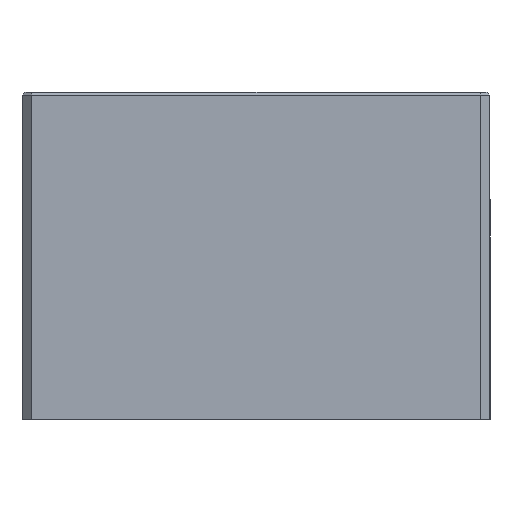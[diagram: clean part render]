
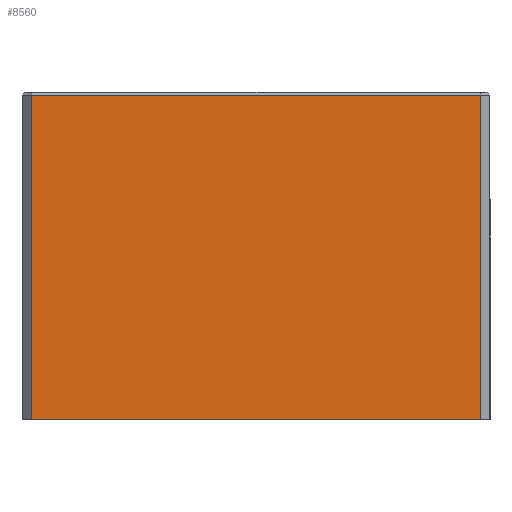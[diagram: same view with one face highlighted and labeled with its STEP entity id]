
A CAD part, front view. The second image highlights one B-rep face of the part: STEP entity #8560.
In plain terms, the highlighted planar face has unit normal (0, -1, 0).
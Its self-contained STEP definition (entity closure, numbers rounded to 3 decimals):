
#342 = CARTESIAN_POINT ( 'NONE',  ( -19.2, -11.5, -27. ) ) ;
#781 = CARTESIAN_POINT ( 'NONE',  ( -9.6, -11.5, -27. ) ) ;
#818 = VERTEX_POINT ( 'NONE', #8686 ) ;
#1382 = VECTOR ( 'NONE', #2233, 1000. ) ;
#1474 = EDGE_CURVE ( 'NONE', #8409, #818, #8891, .T. ) ;
#1565 = DIRECTION ( 'NONE',  ( 0., 0., 1. ) ) ;
#1604 = CARTESIAN_POINT ( 'NONE',  ( -19.2, -11.5, 0. ) ) ;
#2203 = VECTOR ( 'NONE', #2942, 1000. ) ;
#2233 = DIRECTION ( 'NONE',  ( 1., 0., 0. ) ) ;
#2379 = CARTESIAN_POINT ( 'NONE',  ( -9.6, -11.5, 0.75 ) ) ;
#2404 = DIRECTION ( 'NONE',  ( -1., 0., 0. ) ) ;
#2508 = EDGE_CURVE ( 'NONE', #8071, #8409, #3196, .T. ) ;
#2942 = DIRECTION ( 'NONE',  ( 1., 0., 0. ) ) ;
#3196 = LINE ( 'NONE', #8820, #8488 ) ;
#3616 = ORIENTED_EDGE ( 'NONE', *, *, #2508, .F. ) ;
#3704 = AXIS2_PLACEMENT_3D ( 'NONE', #1604, #8872, #2404 ) ;
#4232 = EDGE_CURVE ( 'NONE', #8547, #818, #5165, .T. ) ;
#4338 = ORIENTED_EDGE ( 'NONE', *, *, #1474, .F. ) ;
#4539 = CARTESIAN_POINT ( 'NONE',  ( 19.2, -11.5, 0. ) ) ;
#4631 = EDGE_LOOP ( 'NONE', ( #4338, #3616, #9316, #8533 ) ) ;
#5165 = LINE ( 'NONE', #4539, #7096 ) ;
#5207 = PLANE ( 'NONE',  #3704 ) ;
#5951 = CARTESIAN_POINT ( 'NONE',  ( 19.2, -11.5, -27. ) ) ;
#6446 = EDGE_CURVE ( 'NONE', #8071, #8547, #6464, .T. ) ;
#6464 = LINE ( 'NONE', #781, #1382 ) ;
#7096 = VECTOR ( 'NONE', #1565, 1000. ) ;
#7359 = FACE_OUTER_BOUND ( 'NONE', #4631, .T. ) ;
#8071 = VERTEX_POINT ( 'NONE', #342 ) ;
#8409 = VERTEX_POINT ( 'NONE', #8513 ) ;
#8488 = VECTOR ( 'NONE', #8911, 1000. ) ;
#8513 = CARTESIAN_POINT ( 'NONE',  ( -19.2, -11.5, 0.75 ) ) ;
#8533 = ORIENTED_EDGE ( 'NONE', *, *, #4232, .T. ) ;
#8547 = VERTEX_POINT ( 'NONE', #5951 ) ;
#8560 = ADVANCED_FACE ( 'NONE', ( #7359 ), #5207, .T. ) ;
#8686 = CARTESIAN_POINT ( 'NONE',  ( 19.2, -11.5, 0.75 ) ) ;
#8820 = CARTESIAN_POINT ( 'NONE',  ( -19.2, -11.5, 0. ) ) ;
#8872 = DIRECTION ( 'NONE',  ( 0., -1., 0. ) ) ;
#8891 = LINE ( 'NONE', #2379, #2203 ) ;
#8911 = DIRECTION ( 'NONE',  ( 0., 0., 1. ) ) ;
#9316 = ORIENTED_EDGE ( 'NONE', *, *, #6446, .T. ) ;
